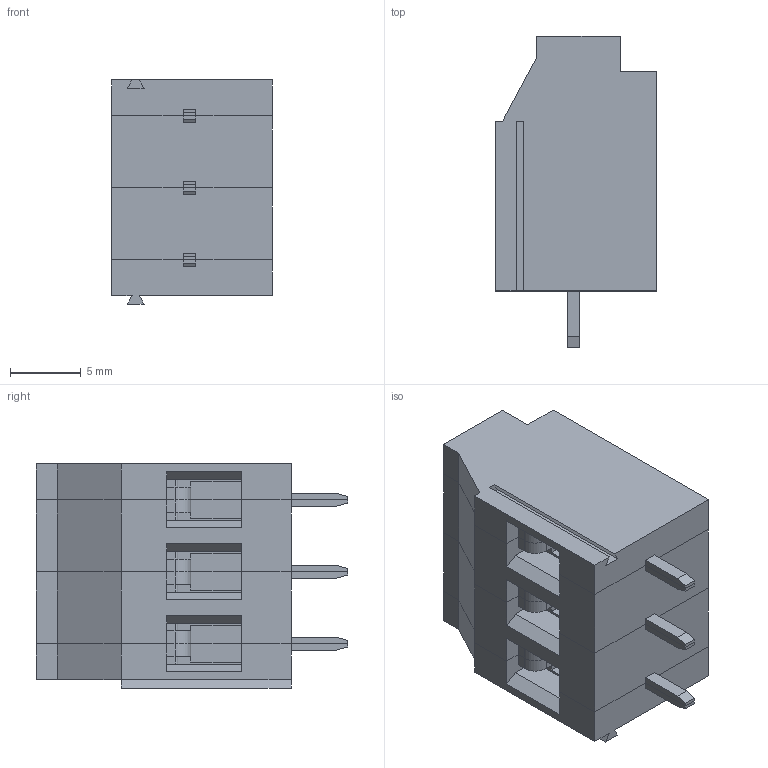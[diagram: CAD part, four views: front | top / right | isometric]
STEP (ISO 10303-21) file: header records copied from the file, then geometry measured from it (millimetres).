
FILE_DESCRIPTION( ( 'Unknown' ), '1' );
FILE_NAME( '691236510003.stp', 'Unknown', ( 'Unknown' ), ( 'Unknown' ), 'PSStep 18.0.17', 'Unknown', ' ' );
FILE_SCHEMA( ( 'AUTOMOTIVE_DESIGN { 1 0 10303 214 1 1 1 1 }' ) );
Length unit declared in the file: millimetre
Products named in the file (4): Assem1; MRT18P5.08V08_SX; MRT18P5.08V08_CNT; MRT18P5.08V08_DX
Assembly tree (4 placements, depth 2):
  Assem1
    MRT18P5.08V08_SX
    MRT18P5.08V08_CNT  x2
    MRT18P5.08V08_DX
Bounding box: 11.35 x 22 x 15.84 mm (x, y, z)
Volume: 2346.6 mm3; surface area: 2834.8 mm2
Topology: 4 solids, 4 shells, 238 faces, 690 edges, 460 vertices
Faces by surface type: plane 220, cylinder 18
Entity records: 6741 total; most frequent: CARTESIAN_POINT 965, ORIENTED_EDGE 954, DIRECTION 849, EDGE_CURVE 477, LINE 445, VECTOR 445, VERTEX_POINT 318, AXIS2_PLACEMENT_3D 202
